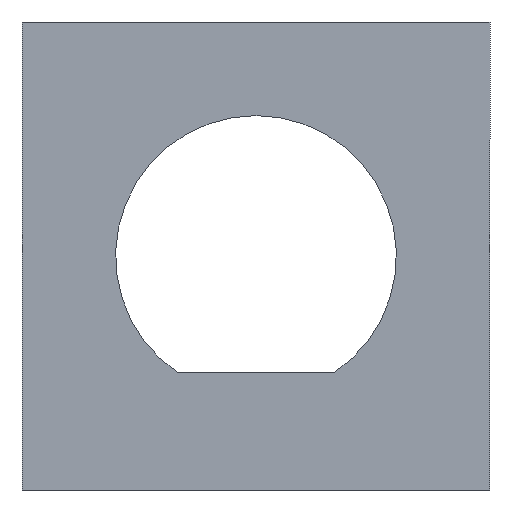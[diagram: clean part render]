
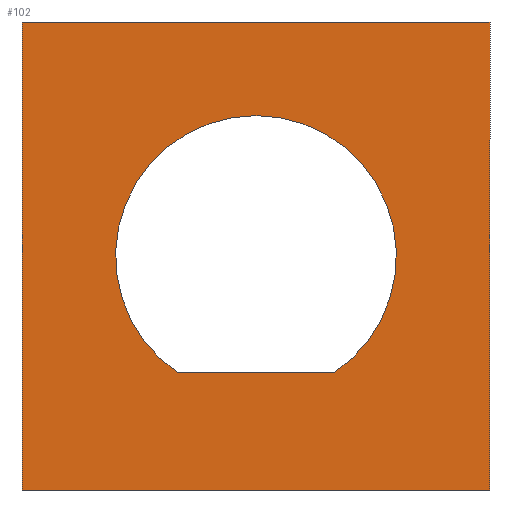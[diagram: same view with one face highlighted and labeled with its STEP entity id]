
A CAD part, front view. The second image highlights one B-rep face of the part: STEP entity #102.
In plain terms, the highlighted planar face has unit normal (0, -1, 0).
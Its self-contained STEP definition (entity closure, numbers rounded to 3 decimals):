
#10 = VERTEX_POINT ( 'NONE', #589 ) ;
#15 = LINE ( 'NONE', #611, #232 ) ;
#31 = DIRECTION ( 'NONE',  ( 0., 0., -1. ) ) ;
#37 = ORIENTED_EDGE ( 'NONE', *, *, #367, .F. ) ;
#40 = DIRECTION ( 'NONE',  ( -1., 0., 0. ) ) ;
#42 = EDGE_LOOP ( 'NONE', ( #384, #265 ) ) ;
#72 = CARTESIAN_POINT ( 'NONE',  ( -5., 0., 5. ) ) ;
#93 = EDGE_CURVE ( 'NONE', #190, #455, #15, .T. ) ;
#102 = ADVANCED_FACE ( 'NONE', ( #411, #170 ), #376, .F. ) ;
#107 = CIRCLE ( 'NONE', #596, 3. ) ;
#116 = VERTEX_POINT ( 'NONE', #585 ) ;
#124 = LINE ( 'NONE', #467, #332 ) ;
#129 = LINE ( 'NONE', #72, #247 ) ;
#170 = FACE_BOUND ( 'NONE', #42, .T. ) ;
#171 = CARTESIAN_POINT ( 'NONE',  ( -5., 0., 5. ) ) ;
#175 = DIRECTION ( 'NONE',  ( 0., 0., 1. ) ) ;
#184 = VERTEX_POINT ( 'NONE', #189 ) ;
#189 = CARTESIAN_POINT ( 'NONE',  ( 5., 0., 5. ) ) ;
#190 = VERTEX_POINT ( 'NONE', #437 ) ;
#208 = VECTOR ( 'NONE', #235, 1000. ) ;
#227 = CARTESIAN_POINT ( 'NONE',  ( 0., 0., 0. ) ) ;
#231 = CARTESIAN_POINT ( 'NONE',  ( -5., 0., -5. ) ) ;
#232 = VECTOR ( 'NONE', #40, 1000. ) ;
#233 = DIRECTION ( 'NONE',  ( 1., 0., 0. ) ) ;
#235 = DIRECTION ( 'NONE',  ( -1., 0., 0. ) ) ;
#238 = CARTESIAN_POINT ( 'NONE',  ( 0., 0., 0. ) ) ;
#247 = VECTOR ( 'NONE', #233, 1000. ) ;
#249 = EDGE_LOOP ( 'NONE', ( #594, #355, #37, #253 ) ) ;
#253 = ORIENTED_EDGE ( 'NONE', *, *, #373, .F. ) ;
#265 = ORIENTED_EDGE ( 'NONE', *, *, #477, .T. ) ;
#282 = AXIS2_PLACEMENT_3D ( 'NONE', #238, #630, #572 ) ;
#284 = CARTESIAN_POINT ( 'NONE',  ( -5., 0., -5. ) ) ;
#332 = VECTOR ( 'NONE', #31, 1000. ) ;
#350 = VECTOR ( 'NONE', #375, 1000. ) ;
#352 = VERTEX_POINT ( 'NONE', #171 ) ;
#355 = ORIENTED_EDGE ( 'NONE', *, *, #93, .F. ) ;
#367 = EDGE_CURVE ( 'NONE', #184, #190, #124, .T. ) ;
#371 = LINE ( 'NONE', #567, #208 ) ;
#373 = EDGE_CURVE ( 'NONE', #352, #184, #129, .T. ) ;
#375 = DIRECTION ( 'NONE',  ( 0., 0., 1. ) ) ;
#376 = PLANE ( 'NONE',  #282 ) ;
#384 = ORIENTED_EDGE ( 'NONE', *, *, #461, .T. ) ;
#411 = FACE_OUTER_BOUND ( 'NONE', #249, .T. ) ;
#437 = CARTESIAN_POINT ( 'NONE',  ( 5., 0., -5. ) ) ;
#455 = VERTEX_POINT ( 'NONE', #284 ) ;
#460 = LINE ( 'NONE', #231, #350 ) ;
#461 = EDGE_CURVE ( 'NONE', #10, #116, #107, .T. ) ;
#467 = CARTESIAN_POINT ( 'NONE',  ( 5., 0., -5. ) ) ;
#471 = DIRECTION ( 'NONE',  ( 0., 1., 0. ) ) ;
#477 = EDGE_CURVE ( 'NONE', #116, #10, #371, .T. ) ;
#567 = CARTESIAN_POINT ( 'NONE',  ( -1.658, 0., -2.5 ) ) ;
#572 = DIRECTION ( 'NONE',  ( 0., 0., 1. ) ) ;
#585 = CARTESIAN_POINT ( 'NONE',  ( 1.658, 0., -2.5 ) ) ;
#589 = CARTESIAN_POINT ( 'NONE',  ( -1.658, 0., -2.5 ) ) ;
#592 = EDGE_CURVE ( 'NONE', #455, #352, #460, .T. ) ;
#594 = ORIENTED_EDGE ( 'NONE', *, *, #592, .F. ) ;
#596 = AXIS2_PLACEMENT_3D ( 'NONE', #227, #471, #175 ) ;
#611 = CARTESIAN_POINT ( 'NONE',  ( -5., 0., -5. ) ) ;
#630 = DIRECTION ( 'NONE',  ( 0., 1., 0. ) ) ;
